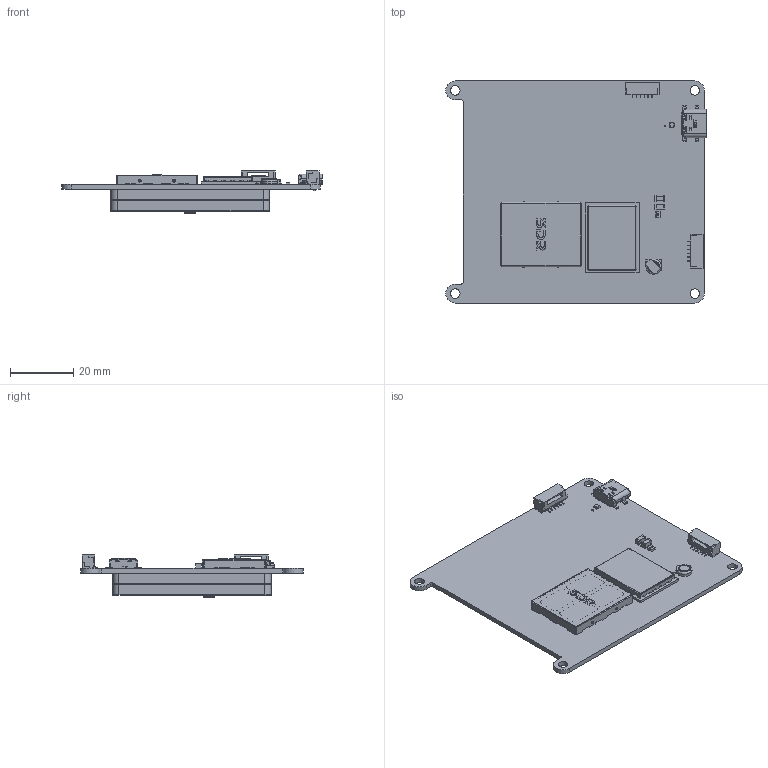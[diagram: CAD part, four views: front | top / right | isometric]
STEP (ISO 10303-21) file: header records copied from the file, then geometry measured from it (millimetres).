
FILE_DESCRIPTION(/* description */ ('STEP AP242','CAx-IF Rec.Pracs.---Representation and Presentation of Product Manufacturing Information (PMI)---4.0---2014-10-13','CAx-IF Rec.Pracs.---3D Tessellated Geometry---0.4---2014-09-14','2;1'),/* implementation_level */ '2;1');
FILE_NAME(/* name */ '6901476f8104f14b30004cd4',/* time_stamp */ '2025-10-28T22:45:05Z',/* author */ (''),/* organization */ (''),/* preprocessor_version */ 'ST-DEVELOPER v20',/* originating_system */ 'ONSHAPE BY PTC INC, 1.205',/* authorisation */ ' ');
FILE_SCHEMA (('AP242_MANAGED_MODEL_BASED_3D_ENGINEERING_MIM_LF { 1 0 10303 442 1 1 4 }'));
Products named in the file (1): m10020_zed_rtk_pub
Bounding box: 82.09 x 70 x 13.24 mm (x, y, z)
Volume: 26551 mm3; surface area: 17076.8 mm2
Topology: 1 solids, 1 shells, 2496 faces, 7089 edges, 4629 vertices
Faces by surface type: plane 1747, cylinder 400, bspline 304, torus 22, cone 22, sphere 1
Full cylindrical faces by diameter (mm): 0.5 x2, 0.65 x2, 0.9 x1, 1 x1, 2.5 x1, 3 x5, 3.5 x1, 4.8 x1
Entity records: 94496 total; most frequent: CARTESIAN_POINT 22438, ORIENTED_EDGE 14088, DIRECTION 11968, EDGE_CURVE 7044, LINE 5402, VECTOR 5402, VERTEX_POINT 4617, AXIS2_PLACEMENT_3D 3283
